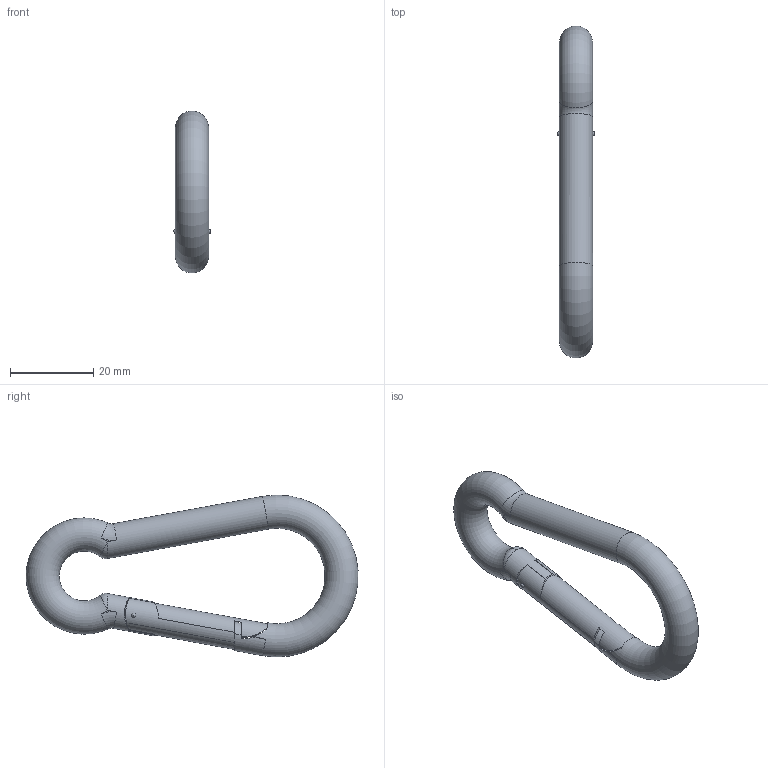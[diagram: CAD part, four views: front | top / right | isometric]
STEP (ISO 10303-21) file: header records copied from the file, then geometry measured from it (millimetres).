
FILE_DESCRIPTION(/* description */ ('KriTec Karabiner 80 D8, verzinkt'),/* implementation_level */ '2;1');
FILE_NAME(/* name */ '22610_KriTec_Karabiner_80_D8_verzinkt.stp',/* time_stamp */ '2020-09-07T14:18:01+02:00',/* author */ ('jendrek'),/* organization */ (''),/* preprocessor_version */ 'ST-DEVELOPER v17',/* originating_system */ 'Autodesk Inventor 2018',/* authorisation */ '');
FILE_SCHEMA (('AUTOMOTIVE_DESIGN { 1 0 10303 214 3 1 1 }'));
Length unit declared in the file: millimetre
Products named in the file (1): 22610
Bounding box: 9 x 79.94 x 38.97 mm (x, y, z)
Volume: 8664.6 mm3; surface area: 4696.4 mm2
Topology: 1 solids, 1 shells, 47 faces, 138 edges, 90 vertices
Faces by surface type: cylinder 19, plane 19, bspline 4, torus 4, sphere 1
Full cylindrical faces by diameter (mm): 1 x2, 8 x2
Entity records: 2051 total; most frequent: CARTESIAN_POINT 823, ORIENTED_EDGE 266, DIRECTION 234, EDGE_CURVE 133, AXIS2_PLACEMENT_3D 97, VERTEX_POINT 90, EDGE_LOOP 49, FACE_OUTER_BOUND 47
